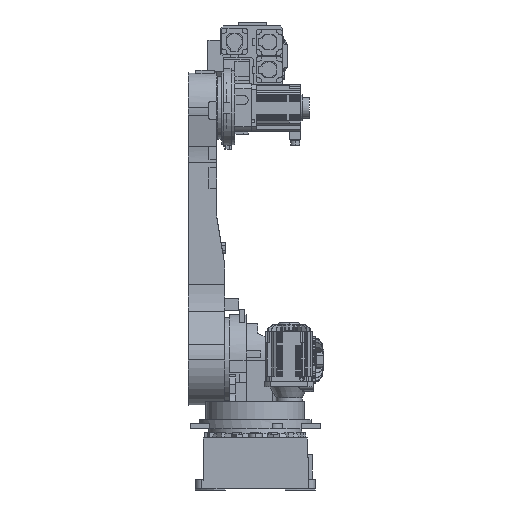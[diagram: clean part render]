
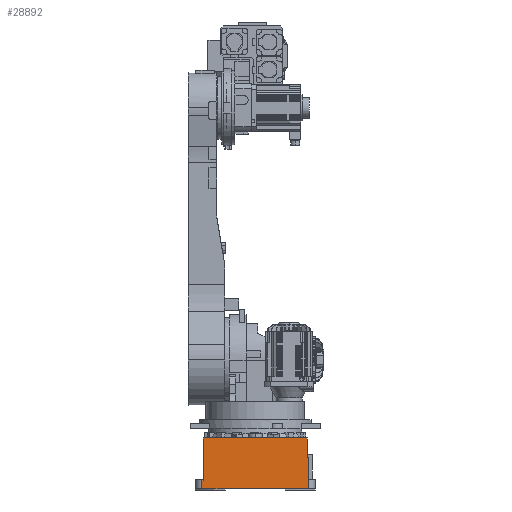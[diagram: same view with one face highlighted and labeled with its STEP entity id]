
A CAD part, left-side view. The second image highlights one B-rep face of the part: STEP entity #28892.
In plain terms, the highlighted planar face has unit normal (-1, 0, 0).
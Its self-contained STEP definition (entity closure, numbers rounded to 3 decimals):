
#853 = VECTOR ( 'NONE', #56606, 1000. ) ;
#1184 = FACE_OUTER_BOUND ( 'NONE', #62846, .T. ) ;
#1912 = LINE ( 'NONE', #57271, #853 ) ;
#2002 = EDGE_CURVE ( 'NONE', #40927, #14933, #42522, .T. ) ;
#4535 = CARTESIAN_POINT ( 'NONE',  ( -415., 5., 205. ) ) ;
#4816 = ORIENTED_EDGE ( 'NONE', *, *, #38471, .T. ) ;
#6058 = EDGE_CURVE ( 'NONE', #46126, #22270, #59673, .T. ) ;
#7765 = ORIENTED_EDGE ( 'NONE', *, *, #6058, .T. ) ;
#7819 = ORIENTED_EDGE ( 'NONE', *, *, #15231, .T. ) ;
#12357 = VECTOR ( 'NONE', #23245, 1000. ) ;
#12441 = VECTOR ( 'NONE', #16416, 1000. ) ;
#13367 = LINE ( 'NONE', #16637, #12441 ) ;
#14933 = VERTEX_POINT ( 'NONE', #4535 ) ;
#14948 = VECTOR ( 'NONE', #46938, 1000. ) ;
#15231 = EDGE_CURVE ( 'NONE', #64777, #46126, #64580, .T. ) ;
#16416 = DIRECTION ( 'NONE',  ( 0., 0., -1. ) ) ;
#16637 = CARTESIAN_POINT ( 'NONE',  ( -415., 35., -250.346 ) ) ;
#17254 = VERTEX_POINT ( 'NONE', #55839 ) ;
#17349 = ORIENTED_EDGE ( 'NONE', *, *, #42041, .T. ) ;
#18085 = VERTEX_POINT ( 'NONE', #25797 ) ;
#19742 = DIRECTION ( 'NONE',  ( 0., 0., 1. ) ) ;
#20498 = ORIENTED_EDGE ( 'NONE', *, *, #41439, .T. ) ;
#20606 = CARTESIAN_POINT ( 'NONE',  ( -415., 5., 0. ) ) ;
#20626 = VECTOR ( 'NONE', #25412, 1000. ) ;
#21496 = DIRECTION ( 'NONE',  ( 0., 0., 1. ) ) ;
#21637 = DIRECTION ( 'NONE',  ( -1., 0., 0. ) ) ;
#21852 = CARTESIAN_POINT ( 'NONE',  ( -415., -19.275, -250.346 ) ) ;
#22088 = PLANE ( 'NONE',  #46614 ) ;
#22270 = VERTEX_POINT ( 'NONE', #57149 ) ;
#23245 = DIRECTION ( 'NONE',  ( 0., -1., 0. ) ) ;
#23447 = CARTESIAN_POINT ( 'NONE',  ( -415., -19.275, -205. ) ) ;
#24179 = CARTESIAN_POINT ( 'NONE',  ( -415., 200., -200. ) ) ;
#24366 = CARTESIAN_POINT ( 'NONE',  ( -415., -19.275, -200. ) ) ;
#25412 = DIRECTION ( 'NONE',  ( 0., -1., 0. ) ) ;
#25797 = CARTESIAN_POINT ( 'NONE',  ( -415., 5., -205. ) ) ;
#28755 = ORIENTED_EDGE ( 'NONE', *, *, #52097, .T. ) ;
#28892 = ADVANCED_FACE ( 'NONE', ( #1184 ), #22088, .T. ) ;
#32450 = ORIENTED_EDGE ( 'NONE', *, *, #2002, .F. ) ;
#36932 = LINE ( 'NONE', #62710, #65297 ) ;
#37063 = VECTOR ( 'NONE', #49775, 1000. ) ;
#38471 = EDGE_CURVE ( 'NONE', #40927, #48656, #1912, .T. ) ;
#38842 = VECTOR ( 'NONE', #19742, 1000. ) ;
#40927 = VERTEX_POINT ( 'NONE', #56739 ) ;
#41439 = EDGE_CURVE ( 'NONE', #17254, #18085, #47234, .T. ) ;
#42041 = EDGE_CURVE ( 'NONE', #48656, #64777, #36932, .T. ) ;
#42522 = LINE ( 'NONE', #51172, #14948 ) ;
#42763 = LINE ( 'NONE', #20606, #38842 ) ;
#46126 = VERTEX_POINT ( 'NONE', #24179 ) ;
#46169 = EDGE_CURVE ( 'NONE', #18085, #14933, #42763, .T. ) ;
#46421 = CARTESIAN_POINT ( 'NONE',  ( -415., 200., -250.346 ) ) ;
#46614 = AXIS2_PLACEMENT_3D ( 'NONE', #21852, #21637, #21496 ) ;
#46938 = DIRECTION ( 'NONE',  ( 0., -1., 0. ) ) ;
#47234 = LINE ( 'NONE', #23447, #12357 ) ;
#48656 = VERTEX_POINT ( 'NONE', #52385 ) ;
#49775 = DIRECTION ( 'NONE',  ( 0., 0., -1. ) ) ;
#51172 = CARTESIAN_POINT ( 'NONE',  ( -415., -23.33, 205. ) ) ;
#52097 = EDGE_CURVE ( 'NONE', #22270, #17254, #13367, .T. ) ;
#52385 = CARTESIAN_POINT ( 'NONE',  ( -415., 125., 200. ) ) ;
#55839 = CARTESIAN_POINT ( 'NONE',  ( -415., 35., -205. ) ) ;
#56606 = DIRECTION ( 'NONE',  ( 0., 0., -1. ) ) ;
#56739 = CARTESIAN_POINT ( 'NONE',  ( -415., 125., 205. ) ) ;
#57149 = CARTESIAN_POINT ( 'NONE',  ( -415., 35., -200. ) ) ;
#57271 = CARTESIAN_POINT ( 'NONE',  ( -415., 125., -250.346 ) ) ;
#59319 = CARTESIAN_POINT ( 'NONE',  ( -415., 200., 200. ) ) ;
#59673 = LINE ( 'NONE', #24366, #20626 ) ;
#62200 = DIRECTION ( 'NONE',  ( 0., 1., 0. ) ) ;
#62710 = CARTESIAN_POINT ( 'NONE',  ( -415., -19.275, 200. ) ) ;
#62846 = EDGE_LOOP ( 'NONE', ( #28755, #20498, #62867, #32450, #4816, #17349, #7819, #7765 ) ) ;
#62867 = ORIENTED_EDGE ( 'NONE', *, *, #46169, .T. ) ;
#64580 = LINE ( 'NONE', #46421, #37063 ) ;
#64777 = VERTEX_POINT ( 'NONE', #59319 ) ;
#65297 = VECTOR ( 'NONE', #62200, 1000. ) ;
